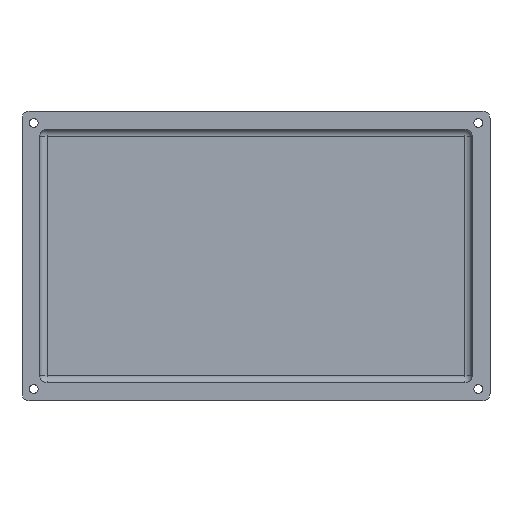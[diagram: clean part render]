
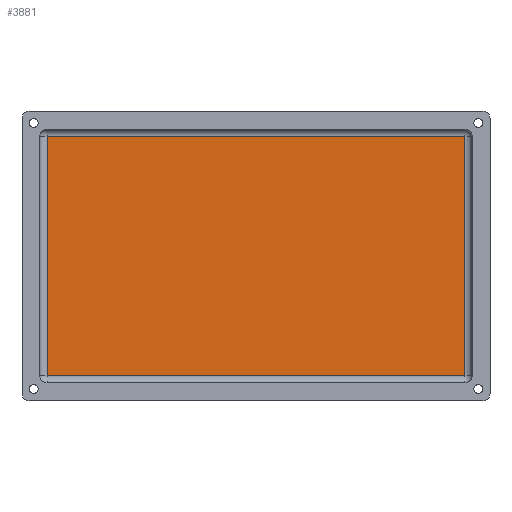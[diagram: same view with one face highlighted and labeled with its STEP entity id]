
A CAD part, front view. The second image highlights one B-rep face of the part: STEP entity #3881.
In plain terms, the highlighted planar face has unit normal (0, -1, 0).
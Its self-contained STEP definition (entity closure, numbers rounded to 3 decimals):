
#55=PLANE('',#4147);
#270=LINE('',#10343,#436);
#272=LINE('',#10351,#438);
#274=LINE('',#10361,#440);
#276=LINE('',#10370,#442);
#436=VECTOR('',#4760,10.);
#438=VECTOR('',#4768,10.);
#440=VECTOR('',#4780,10.);
#442=VECTOR('',#4792,10.);
#923=FACE_OUTER_BOUND('',#1178,.T.);
#1178=EDGE_LOOP('',(#3453,#3454,#3455,#3456));
#1755=VERTEX_POINT('',#10340);
#1756=VERTEX_POINT('',#10342);
#1759=VERTEX_POINT('',#10350);
#1762=VERTEX_POINT('',#10360);
#2323=EDGE_CURVE('',#1755,#1756,#270,.T.);
#2327=EDGE_CURVE('',#1756,#1759,#272,.T.);
#2332=EDGE_CURVE('',#1759,#1762,#274,.T.);
#2337=EDGE_CURVE('',#1762,#1755,#276,.T.);
#3453=ORIENTED_EDGE('',*,*,#2323,.F.);
#3454=ORIENTED_EDGE('',*,*,#2337,.F.);
#3455=ORIENTED_EDGE('',*,*,#2332,.F.);
#3456=ORIENTED_EDGE('',*,*,#2327,.F.);
#3881=ADVANCED_FACE('',(#923),#55,.F.);
#4147=AXIS2_PLACEMENT_3D('',#10378,#4804,#4805);
#4760=DIRECTION('',(0.,0.,-1.));
#4768=DIRECTION('',(-1.,0.,0.));
#4780=DIRECTION('',(0.,0.,1.));
#4792=DIRECTION('',(1.,0.,0.));
#4804=DIRECTION('center_axis',(0.,1.,0.));
#4805=DIRECTION('ref_axis',(1.,0.,0.));
#10340=CARTESIAN_POINT('',(58.595,2.,34.63));
#10342=CARTESIAN_POINT('',(58.595,2.,-32.37));
#10343=CARTESIAN_POINT('',(58.595,2.,17.88));
#10350=CARTESIAN_POINT('',(-58.405,2.,-32.37));
#10351=CARTESIAN_POINT('',(29.345,2.,-32.37));
#10360=CARTESIAN_POINT('',(-58.405,2.,34.63));
#10361=CARTESIAN_POINT('',(-58.405,2.,-15.62));
#10370=CARTESIAN_POINT('',(-29.155,2.,34.63));
#10378=CARTESIAN_POINT('Origin',(0.095,2.,1.13));
